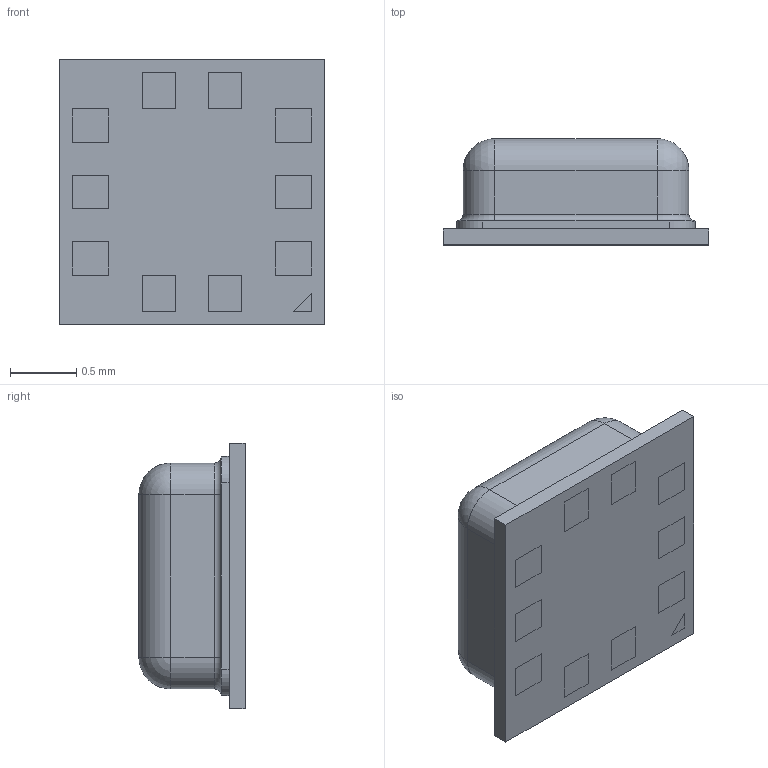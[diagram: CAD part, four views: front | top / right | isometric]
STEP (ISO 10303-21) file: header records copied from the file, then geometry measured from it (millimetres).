
FILE_DESCRIPTION (( 'STEP AP214' ), '1' );
FILE_NAME ('BMP390L.STEP', '2024-02-22T08:06:03', ( 'LENOVO' ), ( '' ), 'SwSTEP 2.0', 'SolidWorks 2021', '' );
FILE_SCHEMA (( 'AUTOMOTIVE_DESIGN' ));
Length unit declared in the file: millimetre
Products named in the file (1): BMP390L
Bounding box: 2 x 0.8 x 2 mm (x, y, z)
Volume: 2.4 mm3; surface area: 21.7 mm2
Topology: 14 solids, 14 shells, 170 faces, 366 edges, 232 vertices
Faces by surface type: plane 142, cylinder 20, sphere 4, torus 4
Entity records: 4648 total; most frequent: CARTESIAN_POINT 765, DIRECTION 748, ORIENTED_EDGE 724, EDGE_CURVE 362, VECTOR 318, LINE 318, VERTEX_POINT 232, AXIS2_PLACEMENT_3D 215
